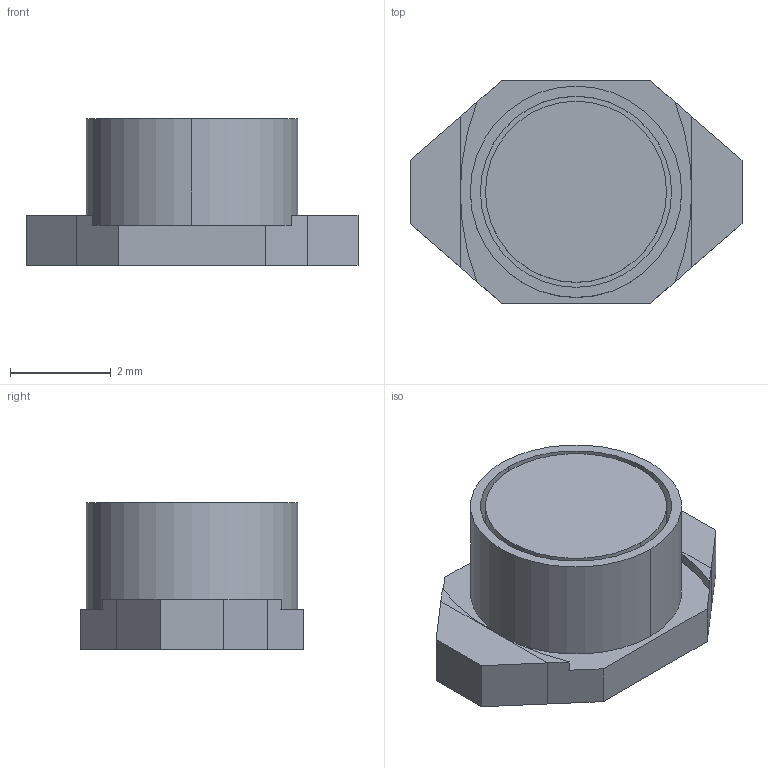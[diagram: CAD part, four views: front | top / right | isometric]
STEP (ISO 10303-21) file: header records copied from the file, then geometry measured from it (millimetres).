
FILE_DESCRIPTION((''),'2;1');
FILE_NAME('IND_WURTH_WE-PD 3.stp','2010-05-10T18:15:27',(''),(''),'Mechanical Desktop 2010','Mechanical Desktop 2010',', , ');
FILE_SCHEMA(('AUTOMOTIVE_DESIGN { 1 2 10303 214 1 1 1 1 }'));
Length unit declared in the file: millimetre
Products named in the file (1): Product
Bounding box: 6.6 x 4.45 x 2.92 mm (x, y, z)
Volume: 48 mm3; surface area: 176.2 mm2
Topology: 5 solids, 5 shells, 41 faces, 86 edges, 56 vertices
Faces by surface type: plane 31, cylinder 10
Entity records: 1150 total; most frequent: DIRECTION 192, CARTESIAN_POINT 186, ORIENTED_EDGE 176, EDGE_CURVE 88, VECTOR 68, LINE 68, AXIS2_PLACEMENT_3D 62, VERTEX_POINT 56
